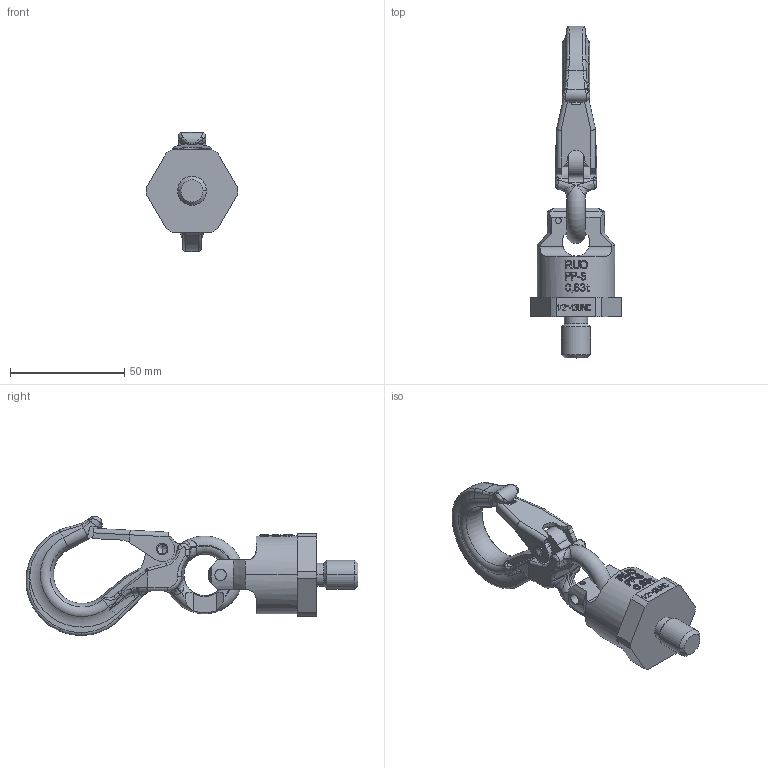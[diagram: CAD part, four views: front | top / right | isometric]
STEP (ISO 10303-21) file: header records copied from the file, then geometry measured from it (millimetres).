
FILE_DESCRIPTION((''),'2;1');
FILE_NAME('4PP-S-0_63T-1_2Z','2005-01-19T',('jakubetz'),(''),'PRO/ENGINEER BY PARAMETRIC TECHNOLOGY CORPORATION, 2001400','PRO/ENGINEER BY PARAMETRIC TECHNOLOGY CORPORATION, 2001400','');
FILE_SCHEMA(('CONFIG_CONTROL_DESIGN'));
Length unit declared in the file: millimetre
Products named in the file (1): 4PP-S-0_63T-1_2Z
Bounding box: 39.99 x 144.99 x 52 mm (x, y, z)
Volume: 34676.4 mm3; surface area: 19186.5 mm2
Topology: 3 solids, 4 shells, 935 faces, 2530 edges, 1633 vertices
Faces by surface type: plane 658, cylinder 126, bspline 99, torus 30, cone 16, sphere 6
Entity records: 33573 total; most frequent: CARTESIAN_POINT 11840, ORIENTED_EDGE 5036, DIRECTION 3712, EDGE_CURVE 2526, VERTEX_POINT 1633, VECTOR 1314, LINE 1314, AXIS2_PLACEMENT_3D 1199
